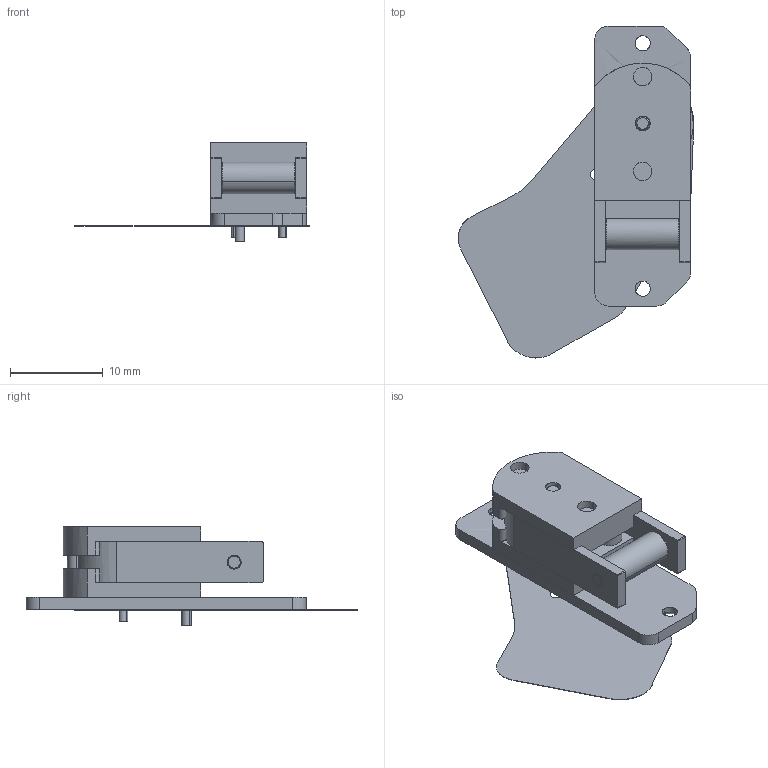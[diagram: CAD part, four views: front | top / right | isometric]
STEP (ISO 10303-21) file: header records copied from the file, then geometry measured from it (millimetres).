
FILE_DESCRIPTION (( 'STEP AP203' ), '1' );
FILE_NAME ('Görüntü Kesici.STEP', '2023-01-24T07:34:26', ( 'Tasarim' ), ( '' ), 'SwSTEP 2.0', 'SolidWorks 2022', '' );
FILE_SCHEMA (( 'CONFIG_CONTROL_DESIGN' ));
Length unit declared in the file: millimetre
Products named in the file (1): Görüntü Kesici
Bounding box: 25.35 x 35.74 x 10.59 mm (x, y, z)
Surface area: 3003.6 mm2 (no closed solid volume)
Topology: 0 solids, 14 shells, 178 faces, 592 edges, 421 vertices
Faces by surface type: cylinder 91, plane 73, cone 8, torus 6
Entity records: 8919 total; most frequent: CARTESIAN_POINT 4886, ORIENTED_EDGE 995, B_SPLINE_CURVE_WITH_KNOTS 592, EDGE_CURVE 592, VERTEX_POINT 421, DIRECTION 358, EDGE_LOOP 223, AXIS2_PLACEMENT_3D 179
